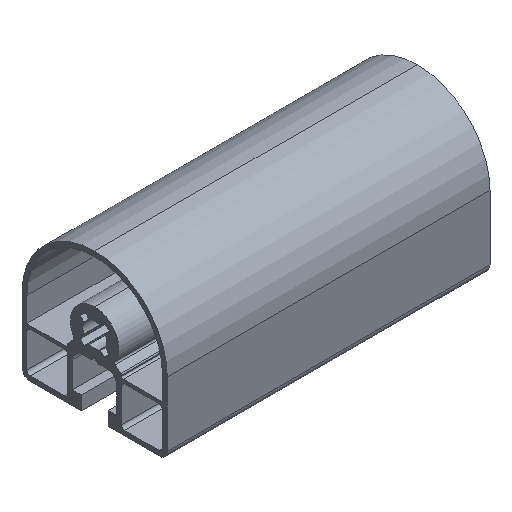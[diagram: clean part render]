
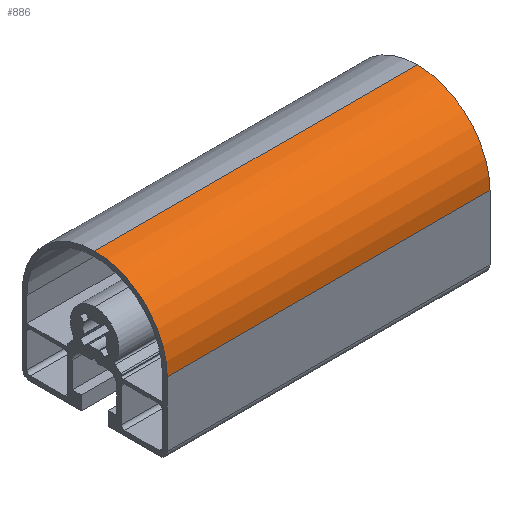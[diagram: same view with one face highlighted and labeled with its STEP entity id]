
A CAD part, isometric view. The second image highlights one B-rep face of the part: STEP entity #886.
In plain terms, the highlighted cylindrical face has radius 22.5 mm (diameter 45 mm), a partial arc.
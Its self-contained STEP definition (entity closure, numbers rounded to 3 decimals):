
#42 = DIRECTION ( 'NONE',  ( 1., 0., 0. ) ) ;
#44 = EDGE_CURVE ( 'NONE', #2914, #1298, #2802, .T. ) ;
#76 = LINE ( 'NONE', #1913, #1369 ) ;
#235 = EDGE_CURVE ( 'NONE', #1648, #2178, #76, .T. ) ;
#300 = VECTOR ( 'NONE', #1798, 1000. ) ;
#330 = CIRCLE ( 'NONE', #2852, 22.5 ) ;
#542 = ORIENTED_EDGE ( 'NONE', *, *, #2680, .T. ) ;
#546 = DIRECTION ( 'NONE',  ( 0., 0., -1. ) ) ;
#625 = DIRECTION ( 'NONE',  ( 0., 0., 1. ) ) ;
#886 = ADVANCED_FACE ( 'NONE', ( #1181 ), #1685, .T. ) ;
#895 = CARTESIAN_POINT ( 'NONE',  ( 59.184, 32.398, 0. ) ) ;
#957 = DIRECTION ( 'NONE',  ( 1., 0., 0. ) ) ;
#1067 = CARTESIAN_POINT ( 'NONE',  ( 59.184, 54.898, 0. ) ) ;
#1107 = AXIS2_PLACEMENT_3D ( 'NONE', #1067, #1801, #625 ) ;
#1157 = AXIS2_PLACEMENT_3D ( 'NONE', #1214, #957, #3178 ) ;
#1181 = FACE_OUTER_BOUND ( 'NONE', #2196, .T. ) ;
#1214 = CARTESIAN_POINT ( 'NONE',  ( 59.184, 54.898, 0. ) ) ;
#1298 = VERTEX_POINT ( 'NONE', #1997 ) ;
#1369 = VECTOR ( 'NONE', #3105, 1000. ) ;
#1648 = VERTEX_POINT ( 'NONE', #895 ) ;
#1663 = ORIENTED_EDGE ( 'NONE', *, *, #44, .T. ) ;
#1685 = CYLINDRICAL_SURFACE ( 'NONE', #1107, 22.5 ) ;
#1781 = CARTESIAN_POINT ( 'NONE',  ( -40.816, 54.898, 0. ) ) ;
#1798 = DIRECTION ( 'NONE',  ( -1., 0., 0. ) ) ;
#1801 = DIRECTION ( 'NONE',  ( -1., 0., 0. ) ) ;
#1844 = CARTESIAN_POINT ( 'NONE',  ( -40.816, 32.398, 0. ) ) ;
#1853 = CIRCLE ( 'NONE', #1157, 22.5 ) ;
#1913 = CARTESIAN_POINT ( 'NONE',  ( 59.184, 32.398, 0. ) ) ;
#1997 = CARTESIAN_POINT ( 'NONE',  ( -40.816, 54.898, 22.5 ) ) ;
#2047 = CARTESIAN_POINT ( 'NONE',  ( 59.184, 54.898, 22.5 ) ) ;
#2077 = ORIENTED_EDGE ( 'NONE', *, *, #235, .F. ) ;
#2178 = VERTEX_POINT ( 'NONE', #1844 ) ;
#2196 = EDGE_LOOP ( 'NONE', ( #2706, #1663, #542, #2077 ) ) ;
#2680 = EDGE_CURVE ( 'NONE', #1298, #2178, #330, .T. ) ;
#2706 = ORIENTED_EDGE ( 'NONE', *, *, #3052, .F. ) ;
#2792 = CARTESIAN_POINT ( 'NONE',  ( 59.184, 54.898, 22.5 ) ) ;
#2802 = LINE ( 'NONE', #2047, #300 ) ;
#2852 = AXIS2_PLACEMENT_3D ( 'NONE', #1781, #42, #546 ) ;
#2914 = VERTEX_POINT ( 'NONE', #2792 ) ;
#3052 = EDGE_CURVE ( 'NONE', #2914, #1648, #1853, .T. ) ;
#3105 = DIRECTION ( 'NONE',  ( -1., 0., 0. ) ) ;
#3178 = DIRECTION ( 'NONE',  ( 0., 0., -1. ) ) ;
